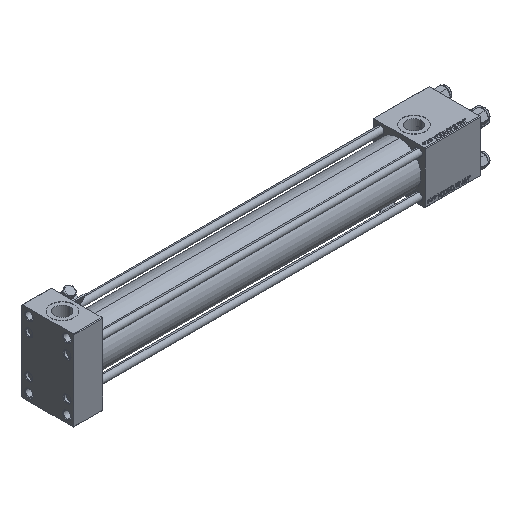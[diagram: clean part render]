
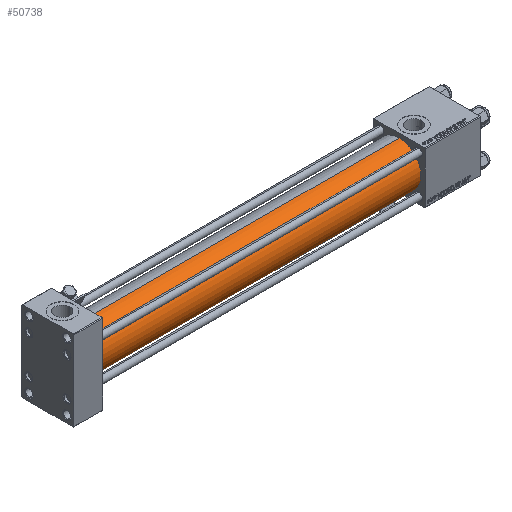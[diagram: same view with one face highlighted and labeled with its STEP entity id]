
A CAD part, isometric view. The second image highlights one B-rep face of the part: STEP entity #50738.
In plain terms, the highlighted cylindrical face has radius 19 mm (diameter 38 mm), a partial arc.
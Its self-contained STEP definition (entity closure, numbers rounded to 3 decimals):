
#1477 = EDGE_LOOP ( 'NONE', ( #45620, #10776, #37239, #18818 ) ) ;
#3845 = DIRECTION ( 'NONE',  ( -1., 0., 0. ) ) ;
#8379 = LINE ( 'NONE', #17212, #26787 ) ;
#9150 = AXIS2_PLACEMENT_3D ( 'NONE', #45008, #21136, #29449 ) ;
#9749 = EDGE_CURVE ( 'NONE', #20300, #28631, #8379, .T. ) ;
#10776 = ORIENTED_EDGE ( 'NONE', *, *, #43952, .F. ) ;
#11482 = CARTESIAN_POINT ( 'NONE',  ( 25., 0., -19. ) ) ;
#12536 = CYLINDRICAL_SURFACE ( 'NONE', #9150, 19. ) ;
#12751 = CARTESIAN_POINT ( 'NONE',  ( 305., 0., -19. ) ) ;
#13414 = VECTOR ( 'NONE', #46266, 1000. ) ;
#13650 = VERTEX_POINT ( 'NONE', #11482 ) ;
#17212 = CARTESIAN_POINT ( 'NONE',  ( 305., 0., 19. ) ) ;
#17993 = EDGE_CURVE ( 'NONE', #41160, #13650, #32614, .T. ) ;
#18818 = ORIENTED_EDGE ( 'NONE', *, *, #39432, .T. ) ;
#19742 = DIRECTION ( 'NONE',  ( 0., 0., -1. ) ) ;
#20300 = VERTEX_POINT ( 'NONE', #51022 ) ;
#21136 = DIRECTION ( 'NONE',  ( -1., 0., 0. ) ) ;
#22729 = CARTESIAN_POINT ( 'NONE',  ( 305., 0., -19. ) ) ;
#23506 = DIRECTION ( 'NONE',  ( 1., 0., 0. ) ) ;
#24309 = CARTESIAN_POINT ( 'NONE',  ( 305., 0., 0. ) ) ;
#25231 = AXIS2_PLACEMENT_3D ( 'NONE', #24309, #23506, #19742 ) ;
#26787 = VECTOR ( 'NONE', #3845, 1000. ) ;
#28631 = VERTEX_POINT ( 'NONE', #34795 ) ;
#29449 = DIRECTION ( 'NONE',  ( 0., 0., 1. ) ) ;
#32614 = LINE ( 'NONE', #12751, #13414 ) ;
#33076 = CARTESIAN_POINT ( 'NONE',  ( 25., 0., 0. ) ) ;
#34795 = CARTESIAN_POINT ( 'NONE',  ( 25., 0., 19. ) ) ;
#37239 = ORIENTED_EDGE ( 'NONE', *, *, #9749, .T. ) ;
#37631 = DIRECTION ( 'NONE',  ( 0., 0., 1. ) ) ;
#39432 = EDGE_CURVE ( 'NONE', #28631, #13650, #50836, .T. ) ;
#40570 = AXIS2_PLACEMENT_3D ( 'NONE', #33076, #49973, #37631 ) ;
#41160 = VERTEX_POINT ( 'NONE', #22729 ) ;
#43952 = EDGE_CURVE ( 'NONE', #20300, #41160, #46611, .T. ) ;
#45008 = CARTESIAN_POINT ( 'NONE',  ( 305., 0., 0. ) ) ;
#45620 = ORIENTED_EDGE ( 'NONE', *, *, #17993, .F. ) ;
#46266 = DIRECTION ( 'NONE',  ( -1., 0., 0. ) ) ;
#46611 = CIRCLE ( 'NONE', #25231, 19. ) ;
#49288 = FACE_OUTER_BOUND ( 'NONE', #1477, .T. ) ;
#49973 = DIRECTION ( 'NONE',  ( 1., 0., 0. ) ) ;
#50738 = ADVANCED_FACE ( 'NONE', ( #49288 ), #12536, .T. ) ;
#50836 = CIRCLE ( 'NONE', #40570, 19. ) ;
#51022 = CARTESIAN_POINT ( 'NONE',  ( 305., 0., 19. ) ) ;
